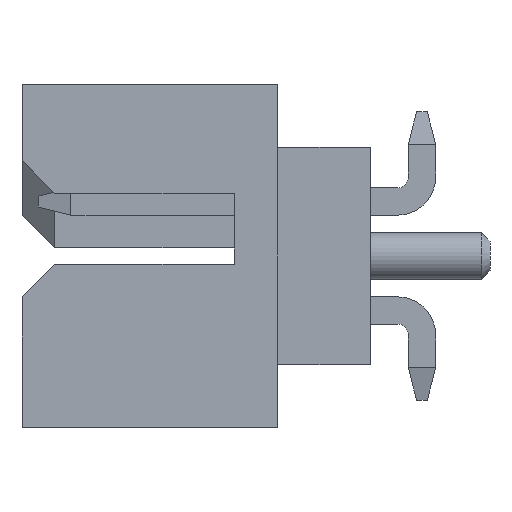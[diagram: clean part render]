
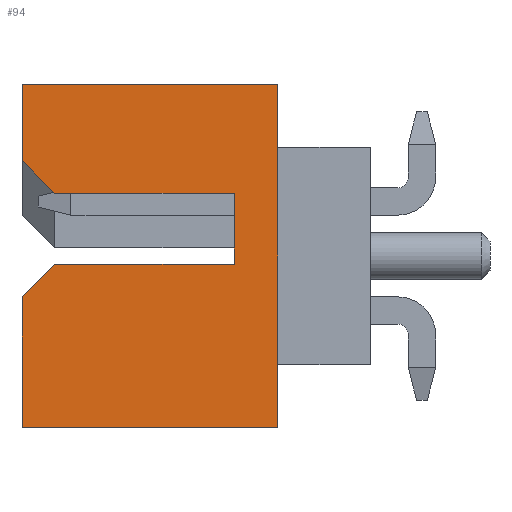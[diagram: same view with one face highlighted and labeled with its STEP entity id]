
A CAD part, left-side view. The second image highlights one B-rep face of the part: STEP entity #94.
In plain terms, the highlighted planar face has unit normal (-1, 0, 0).
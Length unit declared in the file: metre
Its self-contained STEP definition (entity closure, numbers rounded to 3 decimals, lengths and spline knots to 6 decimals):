
#94 = ADVANCED_FACE( '', ( #537 ), #538, .T. );
#537 = FACE_OUTER_BOUND( '', #1358, .T. );
#538 = PLANE( '', #1359 );
#1358 = EDGE_LOOP( '', ( #2424, #2425, #2426, #2427, #2428, #2429, #2430, #2431, #2432, #2433 ) );
#1359 = AXIS2_PLACEMENT_3D( '', #2434, #2435, #2436 );
#2424 = ORIENTED_EDGE( '', *, *, #5377, .F. );
#2425 = ORIENTED_EDGE( '', *, *, #5376, .T. );
#2426 = ORIENTED_EDGE( '', *, *, #5378, .T. );
#2427 = ORIENTED_EDGE( '', *, *, #5379, .F. );
#2428 = ORIENTED_EDGE( '', *, *, #5380, .F. );
#2429 = ORIENTED_EDGE( '', *, *, #5381, .T. );
#2430 = ORIENTED_EDGE( '', *, *, #5382, .T. );
#2431 = ORIENTED_EDGE( '', *, *, #5383, .T. );
#2432 = ORIENTED_EDGE( '', *, *, #5384, .F. );
#2433 = ORIENTED_EDGE( '', *, *, #5385, .T. );
#2434 = CARTESIAN_POINT( '', ( -0.008325, 0.0032, -0.00315 ) );
#2435 = DIRECTION( '', ( -1., 0., 0. ) );
#2436 = DIRECTION( '', ( 0., 0., 1. ) );
#5376 = EDGE_CURVE( '', #6505, #6509, #6511, .T. );
#5377 = EDGE_CURVE( '', #6505, #6512, #6513, .T. );
#5378 = EDGE_CURVE( '', #6509, #6514, #6515, .T. );
#5379 = EDGE_CURVE( '', #6516, #6514, #6517, .T. );
#5380 = EDGE_CURVE( '', #6518, #6516, #6519, .T. );
#5381 = EDGE_CURVE( '', #6518, #6520, #6521, .T. );
#5382 = EDGE_CURVE( '', #6520, #6522, #6523, .T. );
#5383 = EDGE_CURVE( '', #6522, #6524, #6525, .T. );
#5384 = EDGE_CURVE( '', #6526, #6524, #6527, .T. );
#5385 = EDGE_CURVE( '', #6526, #6512, #6528, .T. );
#6505 = VERTEX_POINT( '', #8243 );
#6509 = VERTEX_POINT( '', #8249 );
#6511 = LINE( '', #8252, #8253 );
#6512 = VERTEX_POINT( '', #8254 );
#6513 = LINE( '', #8255, #8256 );
#6514 = VERTEX_POINT( '', #8257 );
#6515 = LINE( '', #8258, #8259 );
#6516 = VERTEX_POINT( '', #8260 );
#6517 = LINE( '', #8261, #8262 );
#6518 = VERTEX_POINT( '', #8263 );
#6519 = LINE( '', #8264, #8265 );
#6520 = VERTEX_POINT( '', #8266 );
#6521 = LINE( '', #8267, #8268 );
#6522 = VERTEX_POINT( '', #8269 );
#6523 = LINE( '', #8270, #8271 );
#6524 = VERTEX_POINT( '', #8272 );
#6525 = LINE( '', #8273, #8274 );
#6526 = VERTEX_POINT( '', #8275 );
#6527 = LINE( '', #8276, #8277 );
#6528 = LINE( '', #8278, #8279 );
#8243 = CARTESIAN_POINT( '', ( -0.008325, 0.0032, -0.00315 ) );
#8249 = CARTESIAN_POINT( '', ( -0.008325, -0.0015, -0.00315 ) );
#8252 = CARTESIAN_POINT( '', ( -0.008325, 0.0032, -0.00315 ) );
#8253 = VECTOR( '', #10430, 1. );
#8254 = CARTESIAN_POINT( '', ( -0.008325, 0.0032, -0.00075 ) );
#8255 = CARTESIAN_POINT( '', ( -0.008325, 0.0032, -0.00315 ) );
#8256 = VECTOR( '', #10431, 1. );
#8257 = CARTESIAN_POINT( '', ( -0.008325, -0.0015, 0.00315 ) );
#8258 = CARTESIAN_POINT( '', ( -0.008325, -0.0015, -0.00315 ) );
#8259 = VECTOR( '', #10432, 1. );
#8260 = CARTESIAN_POINT( '', ( -0.008325, 0.0032, 0.00315 ) );
#8261 = CARTESIAN_POINT( '', ( -0.008325, 0.0032, 0.00315 ) );
#8262 = VECTOR( '', #10433, 1. );
#8263 = CARTESIAN_POINT( '', ( -0.008325, 0.0032, 0.00175 ) );
#8264 = CARTESIAN_POINT( '', ( -0.008325, 0.0032, 0.00175 ) );
#8265 = VECTOR( '', #10434, 1. );
#8266 = CARTESIAN_POINT( '', ( -0.008325, 0.0026, 0.00115 ) );
#8267 = CARTESIAN_POINT( '', ( -0.008325, 0.0032, 0.00175 ) );
#8268 = VECTOR( '', #10435, 1. );
#8269 = CARTESIAN_POINT( '', ( -0.008325, -0.0007, 0.00115 ) );
#8270 = CARTESIAN_POINT( '', ( -0.008325, 0.0026, 0.00115 ) );
#8271 = VECTOR( '', #10436, 1. );
#8272 = CARTESIAN_POINT( '', ( -0.008325, -0.0007, -0.00015 ) );
#8273 = CARTESIAN_POINT( '', ( -0.008325, -0.0007, 0.00115 ) );
#8274 = VECTOR( '', #10437, 1. );
#8275 = CARTESIAN_POINT( '', ( -0.008325, 0.0026, -0.00015 ) );
#8276 = CARTESIAN_POINT( '', ( -0.008325, 0.0026, -0.00015 ) );
#8277 = VECTOR( '', #10438, 1. );
#8278 = CARTESIAN_POINT( '', ( -0.008325, 0.0026, -0.00015 ) );
#8279 = VECTOR( '', #10439, 1. );
#10430 = DIRECTION( '', ( 0., -1., 0. ) );
#10431 = DIRECTION( '', ( 0., 0., 1. ) );
#10432 = DIRECTION( '', ( 0., 0., 1. ) );
#10433 = DIRECTION( '', ( 0., -1., 0. ) );
#10434 = DIRECTION( '', ( 0., 0., 1. ) );
#10435 = DIRECTION( '', ( 0., -0.707, -0.707 ) );
#10436 = DIRECTION( '', ( 0., -1., 0. ) );
#10437 = DIRECTION( '', ( 0., 0., -1. ) );
#10438 = DIRECTION( '', ( 0., -1., 0. ) );
#10439 = DIRECTION( '', ( 0., 0.707, -0.707 ) );
